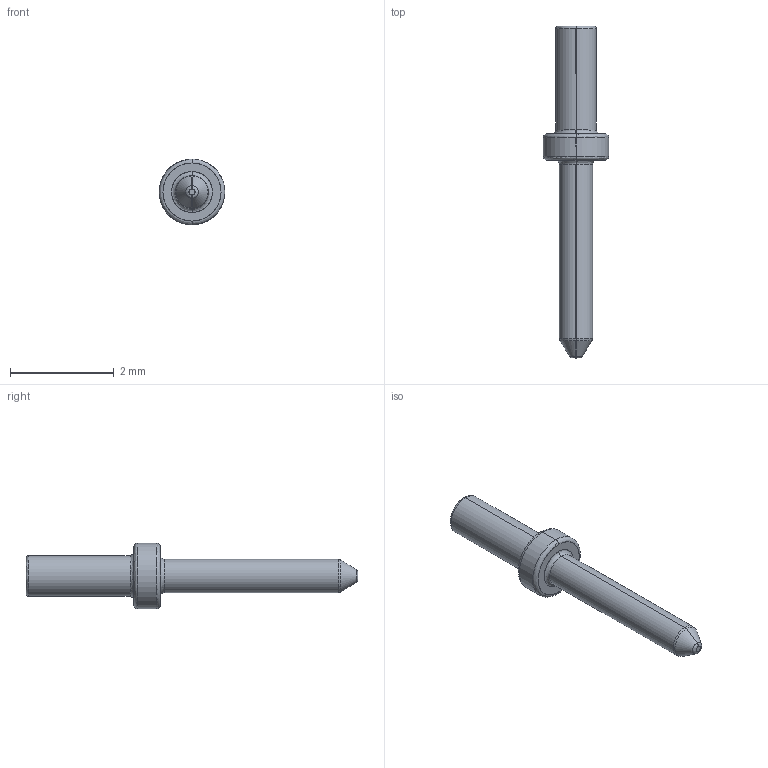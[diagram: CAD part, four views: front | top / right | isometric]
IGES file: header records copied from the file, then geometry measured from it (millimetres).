
Start section: SolidWorks IGES file using analytic representation for surfaces
Global section: file name: 3114-2-00-01-00-00-08-0.IGS; native system: SolidWorks 2014; preprocessor: SolidWorks 2014; author: susan_ahlfs; date: 181219.100822; units: millimetre
Bounding box: 1.27 x 6.4 x 1.27 mm (x, y, z)
Surface area: 17.9 mm2 (no closed solid volume)
Topology: 0 solids, 0 shells, 32 faces, 224 edges, 222 vertices
Faces by surface type: bspline 20, revolution 12
